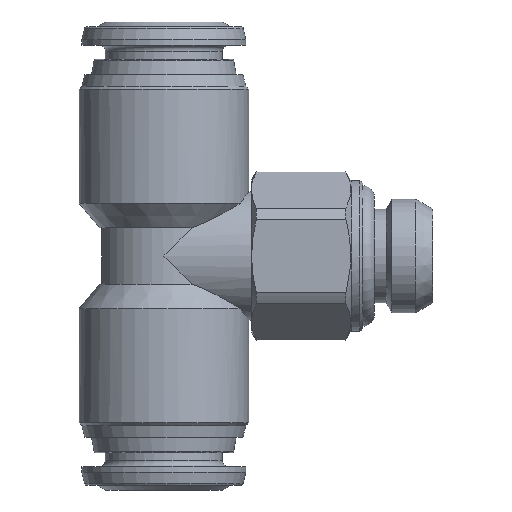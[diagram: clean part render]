
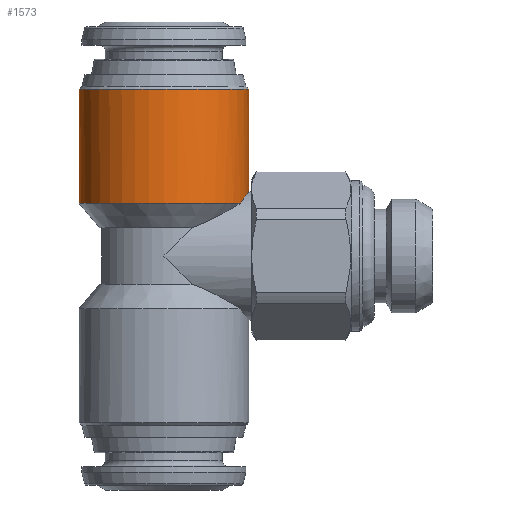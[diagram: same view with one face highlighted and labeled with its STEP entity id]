
A CAD part, left-side view. The second image highlights one B-rep face of the part: STEP entity #1573.
In plain terms, the highlighted cylindrical face has radius 7.25 mm (diameter 14.5 mm), a full revolution.
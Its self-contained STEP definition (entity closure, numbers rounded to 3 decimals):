
#103=CYLINDRICAL_SURFACE('',#1703,7.25);
#135=B_SPLINE_CURVE_WITH_KNOTS('',3,(#2357,#2358,#2359,#2360,#2361,#2362,
#2363),.UNSPECIFIED.,.F.,.F.,(4,1,1,1,4),(0.,0.002,0.003,
0.005,0.007),.UNSPECIFIED.);
#260=ORIENTED_EDGE('',*,*,#457,.T.);
#261=ORIENTED_EDGE('',*,*,#388,.F.);
#262=ORIENTED_EDGE('',*,*,#468,.T.);
#388=EDGE_CURVE('',#512,#513,#609,.T.);
#457=EDGE_CURVE('',#512,#513,#135,.T.);
#468=EDGE_CURVE('',#568,#568,#646,.T.);
#512=VERTEX_POINT('',#2151);
#513=VERTEX_POINT('',#2153);
#568=VERTEX_POINT('',#2401);
#609=CIRCLE('',#1632,7.25);
#646=CIRCLE('',#1704,7.25);
#728=EDGE_LOOP('',(#260,#261));
#729=EDGE_LOOP('',(#262));
#864=FACE_BOUND('',#728,.T.);
#865=FACE_BOUND('',#729,.T.);
#1573=ADVANCED_FACE('',(#864,#865),#103,.T.);
#1632=AXIS2_PLACEMENT_3D('',#2152,#1801,#1802);
#1703=AXIS2_PLACEMENT_3D('',#2399,#1957,#1958);
#1704=AXIS2_PLACEMENT_3D('',#2400,#1959,#1960);
#1801=DIRECTION('',(0.,0.,-1.));
#1802=DIRECTION('',(-1.,0.,0.));
#1957=DIRECTION('',(0.,0.,-1.));
#1958=DIRECTION('',(-1.,0.,0.));
#1959=DIRECTION('',(0.,0.,-1.));
#1960=DIRECTION('',(-1.,0.,0.));
#2151=CARTESIAN_POINT('',(-3.162,16.476,4.5));
#2152=CARTESIAN_POINT('',(0.,23.,4.5));
#2153=CARTESIAN_POINT('',(3.162,16.476,4.5));
#2357=CARTESIAN_POINT('',(-3.162,16.476,4.5));
#2358=CARTESIAN_POINT('',(-2.72,16.261,4.811));
#2359=CARTESIAN_POINT('',(-1.732,15.894,5.312));
#2360=CARTESIAN_POINT('',(-0.006,15.678,5.594));
#2361=CARTESIAN_POINT('',(1.728,15.893,5.314));
#2362=CARTESIAN_POINT('',(2.719,16.261,4.811));
#2363=CARTESIAN_POINT('',(3.162,16.476,4.5));
#2399=CARTESIAN_POINT('',(0.,23.,-20.));
#2400=CARTESIAN_POINT('',(0.,23.,14.268));
#2401=CARTESIAN_POINT('',(-7.25,23.,14.268));
